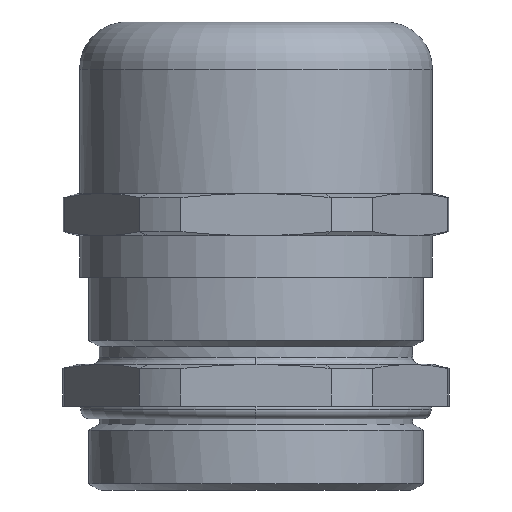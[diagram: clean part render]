
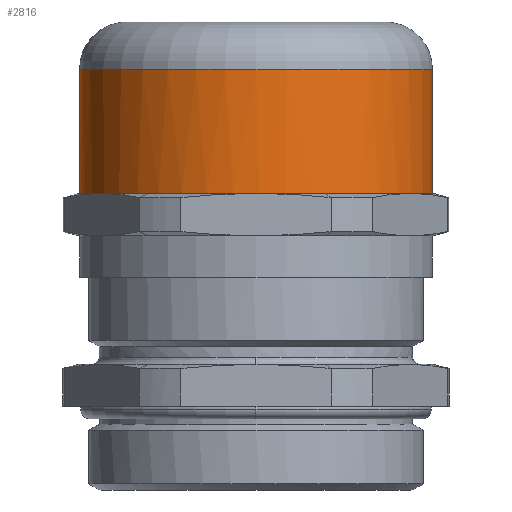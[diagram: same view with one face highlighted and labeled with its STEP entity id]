
A CAD part, left-side view. The second image highlights one B-rep face of the part: STEP entity #2816.
In plain terms, the highlighted cylindrical face has radius 16.85 mm (diameter 33.7 mm), a partial arc.
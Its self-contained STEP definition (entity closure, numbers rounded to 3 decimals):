
#2294=AXIS2_PLACEMENT_3D('Circle Axis2P3D',#2292,#2293,$) ;
#2808=AXIS2_PLACEMENT_3D('Cylinder Axis2P3D',#2805,#2806,#2807) ;
#2265=CARTESIAN_POINT('Vertex',(17.,1.6,40.209)) ;
#2272=CARTESIAN_POINT('Vertex',(17.,35.3,40.209)) ;
#2292=CARTESIAN_POINT('Axis2P3D Location',(17.,18.45,40.209)) ;
#2486=CARTESIAN_POINT('Control Point',(17.,1.6,28.309)) ;
#2487=CARTESIAN_POINT('Control Point',(15.391,1.6,28.309)) ;
#2488=CARTESIAN_POINT('Control Point',(13.782,1.792,28.309)) ;
#2489=CARTESIAN_POINT('Control Point',(12.204,2.176,28.309)) ;
#2490=CARTESIAN_POINT('Control Point',(9.17,3.313,28.309)) ;
#2491=CARTESIAN_POINT('Control Point',(6.489,5.133,28.309)) ;
#2492=CARTESIAN_POINT('Control Point',(5.263,6.199,28.309)) ;
#2493=CARTESIAN_POINT('Control Point',(3.091,8.603,28.309)) ;
#2494=CARTESIAN_POINT('Control Point',(1.545,11.451,28.309)) ;
#2495=CARTESIAN_POINT('Control Point',(0.947,12.961,28.309)) ;
#2496=CARTESIAN_POINT('Control Point',(0.122,16.095,28.309)) ;
#2497=CARTESIAN_POINT('Control Point',(0.057,19.334,28.309)) ;
#2498=CARTESIAN_POINT('Control Point',(0.219,20.951,28.309)) ;
#2499=CARTESIAN_POINT('Control Point',(0.926,24.113,28.309)) ;
#2500=CARTESIAN_POINT('Control Point',(2.358,27.02,28.309)) ;
#2501=CARTESIAN_POINT('Control Point',(3.244,28.381,28.309)) ;
#2502=CARTESIAN_POINT('Control Point',(5.325,30.865,28.309)) ;
#2503=CARTESIAN_POINT('Control Point',(7.932,32.789,28.309)) ;
#2504=CARTESIAN_POINT('Control Point',(9.345,33.591,28.309)) ;
#2505=CARTESIAN_POINT('Control Point',(11.708,34.579,28.309)) ;
#2506=CARTESIAN_POINT('Control Point',(14.202,35.106,28.309)) ;
#2507=CARTESIAN_POINT('Control Point',(15.131,35.235,28.309)) ;
#2508=CARTESIAN_POINT('Control Point',(16.065,35.3,28.309)) ;
#2509=CARTESIAN_POINT('Control Point',(17.,35.3,28.309)) ;
#2510=CARTESIAN_POINT('Vertex',(17.,1.6,28.309)) ;
#2512=CARTESIAN_POINT('Vertex',(17.,35.3,28.309)) ;
#2788=CARTESIAN_POINT('Line Origine',(17.,35.3,28.309)) ;
#2793=CARTESIAN_POINT('Line Origine',(17.,1.6,28.309)) ;
#2805=CARTESIAN_POINT('Axis2P3D Location',(17.,18.45,28.309)) ;
#2293=DIRECTION('Axis2P3D Direction',(0.,0.,-1.)) ;
#2789=DIRECTION('Vector Direction',(0.,0.,1.)) ;
#2794=DIRECTION('Vector Direction',(0.,0.,1.)) ;
#2806=DIRECTION('Axis2P3D Direction',(0.,0.,1.)) ;
#2807=DIRECTION('Axis2P3D XDirection',(0.,1.,0.)) ;
#2790=VECTOR('Line Direction',#2789,1.) ;
#2795=VECTOR('Line Direction',#2794,1.) ;
#2811=ORIENTED_EDGE('',*,*,#2797,.T.) ;
#2812=ORIENTED_EDGE('',*,*,#2296,.F.) ;
#2813=ORIENTED_EDGE('',*,*,#2792,.T.) ;
#2814=ORIENTED_EDGE('',*,*,#2514,.F.) ;
#2816=ADVANCED_FACE('8-M32_KA\\MANIFOLD_SOLID_BREP #14096',(#2815),#2809,.T.) ;
#2485=B_SPLINE_CURVE_WITH_KNOTS('',5,(#2486,#2487,#2488,#2489,#2490,#2491,#2492,#2493,#2494,#2495,#2496,#2497,#2498,#2499,#2500,#2501,#2502,#2503,#2504,#2505,#2506,#2507,#2508,#2509),.UNSPECIFIED.,.F.,.U.,(6,3,3,3,3,3,3,6),(0.,11.376,22.751,34.127,45.503,56.878,68.254,74.862),.UNSPECIFIED.) ;
#2295=CIRCLE('generated circle',#2294,16.85) ;
#2809=CYLINDRICAL_SURFACE('generated cylinder',#2808,16.85) ;
#2296=EDGE_CURVE('',#2273,#2266,#2295,.F.) ;
#2514=EDGE_CURVE('',#2511,#2513,#2485,.T.) ;
#2792=EDGE_CURVE('',#2273,#2513,#2791,.F.) ;
#2797=EDGE_CURVE('',#2511,#2266,#2796,.T.) ;
#2810=EDGE_LOOP('',(#2811,#2812,#2813,#2814)) ;
#2815=FACE_OUTER_BOUND('',#2810,.T.) ;
#2791=LINE('Line',#2788,#2790) ;
#2796=LINE('Line',#2793,#2795) ;
#2266=VERTEX_POINT('',#2265) ;
#2273=VERTEX_POINT('',#2272) ;
#2511=VERTEX_POINT('',#2510) ;
#2513=VERTEX_POINT('',#2512) ;
